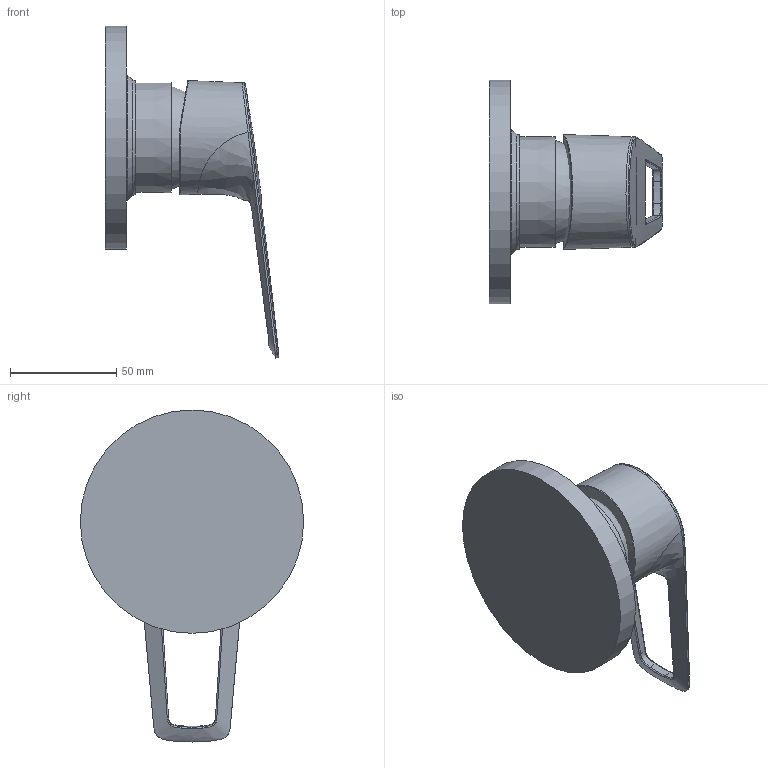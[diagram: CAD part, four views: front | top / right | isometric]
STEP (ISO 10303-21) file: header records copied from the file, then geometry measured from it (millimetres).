
FILE_DESCRIPTION(/* description */ ('Unknown'),/* implementation_level */ '2;1');
FILE_NAME(/* name */ '29042001',/* time_stamp */ '2022-09-07T14:34:47+02:00',/* author */ ('Unknown'),/* organization */ ('GROHE AG'),/* preprocessor_version */ 'ST-DEVELOPER v16.7',/* originating_system */ 'DEX',/* authorisation */ $);
FILE_SCHEMA (('AUTOMOTIVE_DESIGN {1 0 10303 214 3 1 1}'));
Length unit declared in the file: millimetre
Products named in the file (5): 29042001; 29042001_0; A4295505 OHM shower mixer concealed ASM_20180709; 29042001_1
Assembly tree (4 placements, depth 2):
  29042001
    29042001
    29042001_0
    A4295505 OHM shower mixer concealed ASM_20180709
    29042001_1
Bounding box: 81.65 x 105 x 156.07 mm (x, y, z)
Volume: 243341.1 mm3; surface area: 56943.7 mm2
Topology: 4 solids, 5 shells, 61 faces, 130 edges, 78 vertices
Faces by surface type: bspline 34, plane 15, cylinder 4, torus 4, cone 2, sphere 2
Full cylindrical faces by diameter (mm): 55 x1, 64.5 x1, 105 x1
Entity records: 5366 total; most frequent: CARTESIAN_POINT 4233, ORIENTED_EDGE 228, DIRECTION 140, EDGE_CURVE 114, VERTEX_POINT 77, EDGE_LOOP 77, FACE_BOUND 77, B_SPLINE_CURVE_WITH_KNOTS 72
